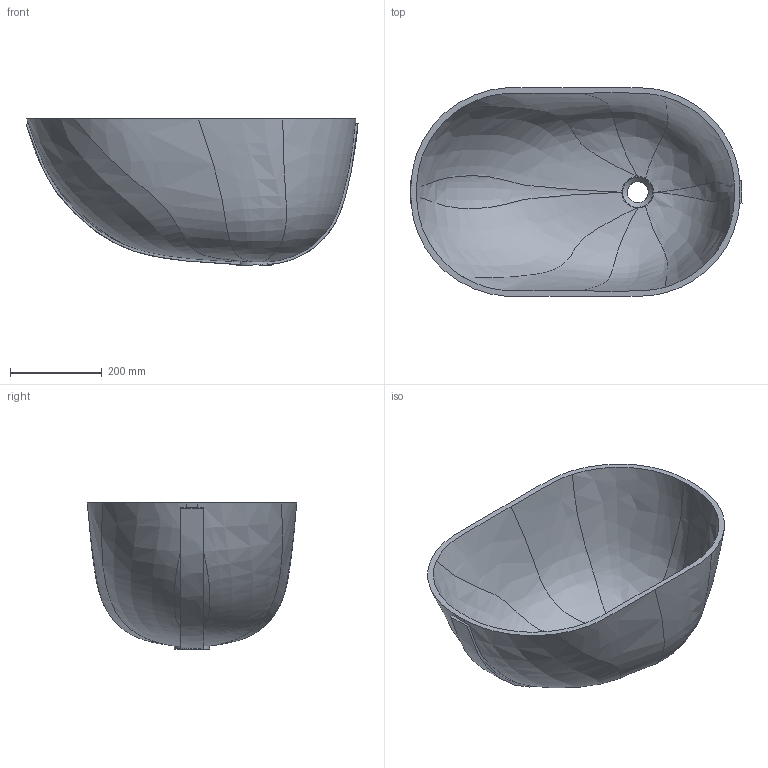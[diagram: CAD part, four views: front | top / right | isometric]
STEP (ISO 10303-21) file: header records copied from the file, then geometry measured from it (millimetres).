
FILE_DESCRIPTION(/* description */ (''),/* implementation_level */ '2;1');
FILE_NAME(/* name */ '6320',/* time_stamp */ '2021-07-29T10:00:55+08:00',/* author */ (''),/* organization */ (''),/* preprocessor_version */ 'ST-DEVELOPER v9',/* originating_system */ 'UGS - NX 4.0',/* authorisation */ '');
FILE_SCHEMA (('CONFIG_CONTROL_DESIGN'));
Length unit declared in the file: millimetre
Products named in the file (1): Admi91F1zci9
Bounding box: 724.25 x 456.65 x 318.5 mm (x, y, z)
Volume: 7224659.8 mm3; surface area: 1225914.3 mm2
Topology: 1 solids, 1 shells, 37 faces, 127 edges, 90 vertices
Faces by surface type: bspline 34, extrusion 1, cylinder 1, plane 1
Full cylindrical faces by diameter (mm): 46 x1
Entity records: 32885 total; most frequent: CARTESIAN_POINT 32071, ORIENTED_EDGE 232, B_SPLINE_CURVE_WITH_KNOTS 117, EDGE_CURVE 116, VERTEX_POINT 86, EDGE_LOOP 44, ADVANCED_FACE 37, B_SPLINE_SURFACE_WITH_KNOTS 34
